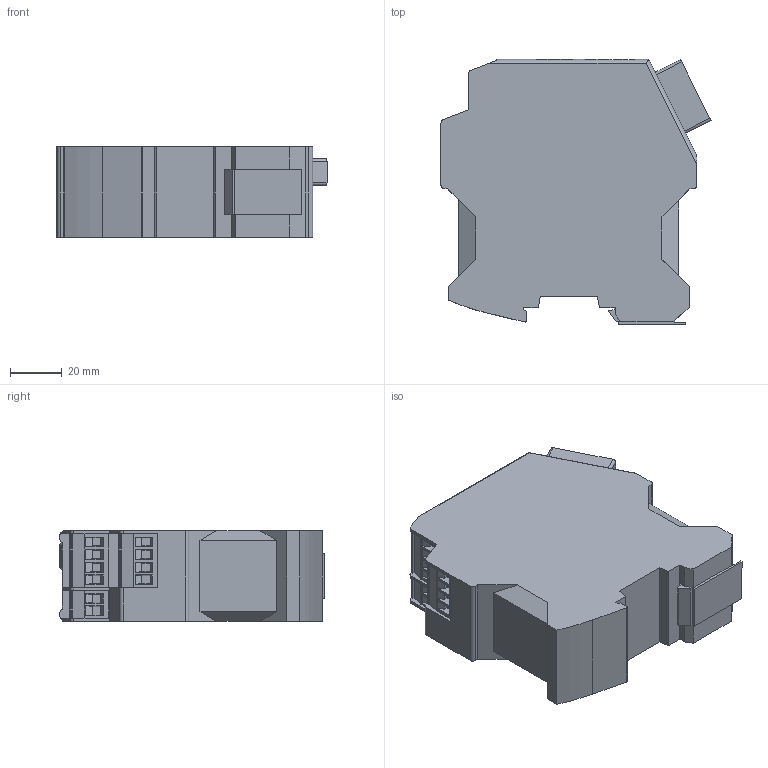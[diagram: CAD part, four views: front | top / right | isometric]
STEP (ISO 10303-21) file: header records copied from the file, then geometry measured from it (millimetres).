
FILE_DESCRIPTION(('SolidDesigner STEP Export'),'2;1');
FILE_NAME('2708575_PSI_MOS_RS422_FO1300_E-select.stp','2011-05-19T12:48:09',(''),(''),'CoCreate Modeling STEP processor for AP214 (Solid Model)','CoCreate Modeling 16.00A 16-Aug-2008 (C) Parametric Technology GmbH','');
FILE_SCHEMA(('AUTOMOTIVE_DESIGN { 1 0 10303 214 1 1 1 1 }'));
Length unit declared in the file: millimetre
Products named in the file (2): 2708575_PSI_MOS_RS422_FO1300_E-select
Assembly tree (1 placements, depth 2):
  2708575_PSI_MOS_RS422_FO1300_E-select
    2708575_PSI_MOS_RS422_FO1300_E-select
Bounding box: 104.53 x 102.59 x 35.2 mm (x, y, z)
Volume: 294542 mm3; surface area: 32778.4 mm2
Topology: 1 solids, 1 shells, 292 faces, 806 edges, 536 vertices
Faces by surface type: plane 243, cylinder 49
Entity records: 10674 total; most frequent: ORIENTED_EDGE 1612, CARTESIAN_POINT 1544, DIRECTION 1369, EDGE_CURVE 806, VECTOR 647, LINE 647, VERTEX_POINT 536, AXIS2_PLACEMENT_3D 361
